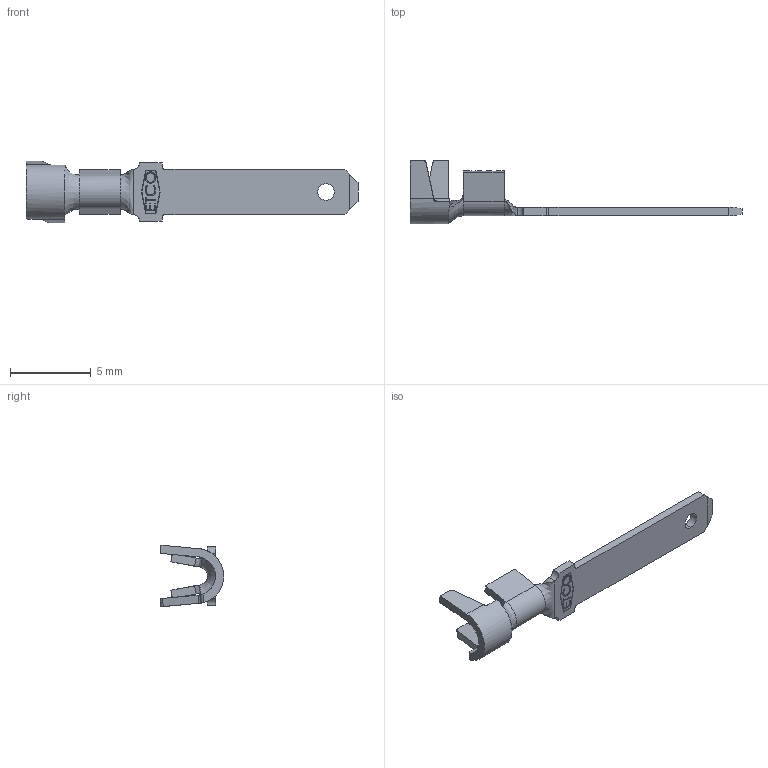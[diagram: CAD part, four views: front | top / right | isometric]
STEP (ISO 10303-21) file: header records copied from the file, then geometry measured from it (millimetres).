
FILE_DESCRIPTION (( 'STEP AP203' ), '1' );
FILE_NAME ('07919.STEP', '2015-01-29T16:06:10', ( '' ), ( '' ), 'SwSTEP 2.0', 'SolidWorks 2014', '' );
FILE_SCHEMA (( 'CONFIG_CONTROL_DESIGN' ));
Length unit declared in the file: inch
Products named in the file (1): 07919
Bounding box: 20.57 x 3.94 x 3.81 mm (x, y, z)
Volume: 37 mm3; surface area: 185.8 mm2
Topology: 1 solids, 1 shells, 152 faces, 419 edges, 275 vertices
Faces by surface type: plane 97, bspline 31, cylinder 18, cone 6
Entity records: 6879 total; most frequent: CARTESIAN_POINT 3187, ORIENTED_EDGE 838, DIRECTION 602, EDGE_CURVE 419, LINE 282, VECTOR 282, VERTEX_POINT 275, AXIS2_PLACEMENT_3D 160
